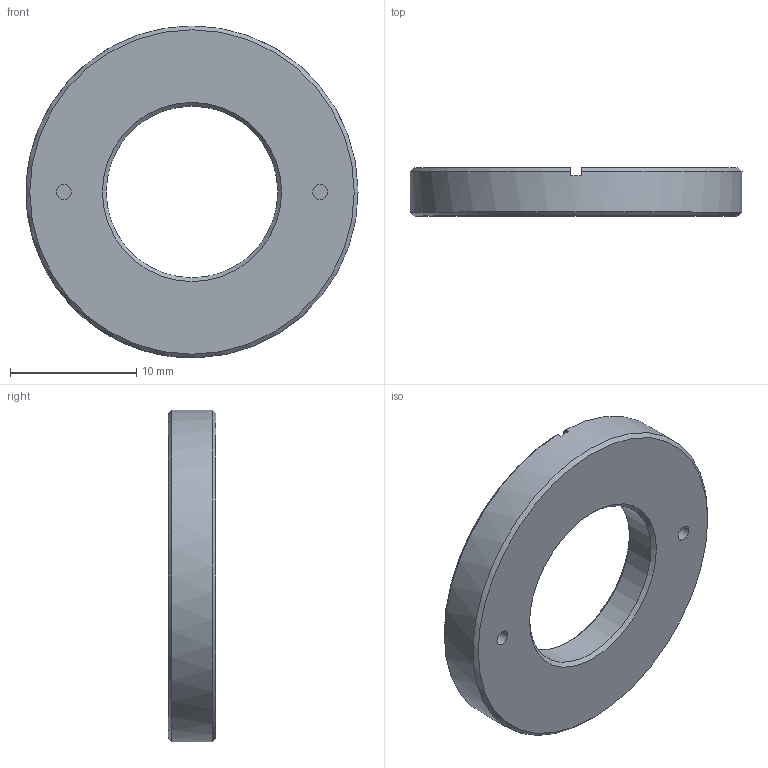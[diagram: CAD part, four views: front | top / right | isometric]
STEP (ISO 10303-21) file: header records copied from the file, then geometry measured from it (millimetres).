
FILE_DESCRIPTION (( 'STEP AP203' ), '1' );
FILE_NAME ('530215.step', '2025-08-20T01:22:49', ( 'Windows User' ), ( 'P R C' ), 'SwSTEP 2.0', 'SolidWorks 2020', '' );
FILE_SCHEMA (( 'CONFIG_CONTROL_DESIGN' ));
Length unit declared in the file: millimetre
Products named in the file (1): 530215
Bounding box: 26.29 x 3.8 x 26.29 mm (x, y, z)
Volume: 1275 mm3; surface area: 1267.8 mm2
Topology: 1 solids, 1 shells, 22 faces, 52 edges, 34 vertices
Faces by surface type: plane 12, cone 5, cylinder 5
Full cylindrical faces by diameter (mm): 1.2 x2, 13.59 x1, 23.1 x1, 26.29 x1
Entity records: 659 total; most frequent: CARTESIAN_POINT 107, DIRECTION 104, ORIENTED_EDGE 82, AXIS2_PLACEMENT_3D 44, EDGE_CURVE 41, EDGE_LOOP 34, VERTEX_POINT 31, FACE_OUTER_BOUND 27
